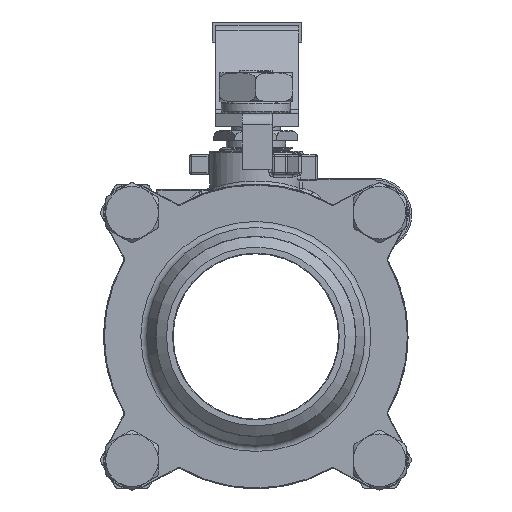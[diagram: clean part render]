
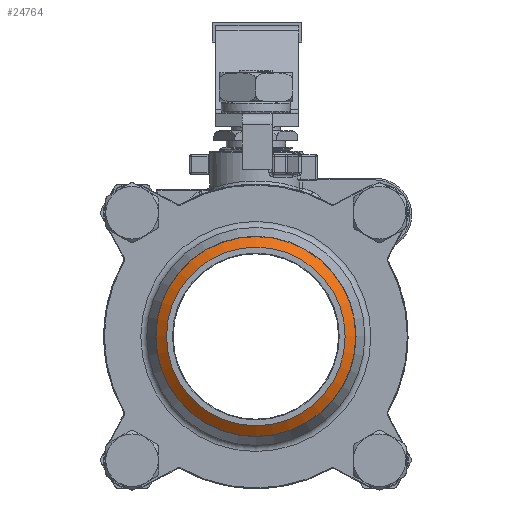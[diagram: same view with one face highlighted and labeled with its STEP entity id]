
A CAD part, left-side view. The second image highlights one B-rep face of the part: STEP entity #24764.
In plain terms, the highlighted conical face has half-angle 52.5 degrees and reference radius 28.6 mm.
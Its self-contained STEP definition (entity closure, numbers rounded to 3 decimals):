
#24710=CARTESIAN_POINT('',(-66.5,27.0,0.0));
#24711=VERTEX_POINT('',#24710);
#24712=CARTESIAN_POINT('',(-66.5,0.0,0.0));
#24713=DIRECTION('',(-1.0,0.0,0.0));
#24714=DIRECTION('',(0.0,-1.0,0.0));
#24715=AXIS2_PLACEMENT_3D('',#24712,#24713,#24714);
#24716=CIRCLE('',#24715,27.0);
#24717=EDGE_CURVE('',#24711,#24711,#24716,.T.);
#24745=CARTESIAN_POINT('',(-65.272,0.0,0.0));
#24746=DIRECTION('',(1.0,0.0,0.0));
#24747=DIRECTION('',(0.0,-1.0,0.0));
#24748=AXIS2_PLACEMENT_3D('',#24745,#24746,#24747);
#24749=CONICAL_SURFACE('',#24748,28.6,52.5);
#24750=ORIENTED_EDGE('',*,*,#24717,.F.);
#24751=EDGE_LOOP('',(#24750));
#24752=FACE_OUTER_BOUND('',#24751,.T.);
#24753=CARTESIAN_POINT('',(-64.045,30.2,0.0));
#24754=VERTEX_POINT('',#24753);
#24755=CARTESIAN_POINT('',(-64.045,0.0,0.0));
#24756=DIRECTION('',(-1.0,0.0,0.0));
#24757=DIRECTION('',(0.0,-1.0,0.0));
#24758=AXIS2_PLACEMENT_3D('',#24755,#24756,#24757);
#24759=CIRCLE('',#24758,30.2);
#24760=EDGE_CURVE('',#24754,#24754,#24759,.T.);
#24761=ORIENTED_EDGE('',*,*,#24760,.T.);
#24762=EDGE_LOOP('',(#24761));
#24763=FACE_BOUND('',#24762,.T.);
#24764=ADVANCED_FACE('',(#24752,#24763),#24749,.T.);
